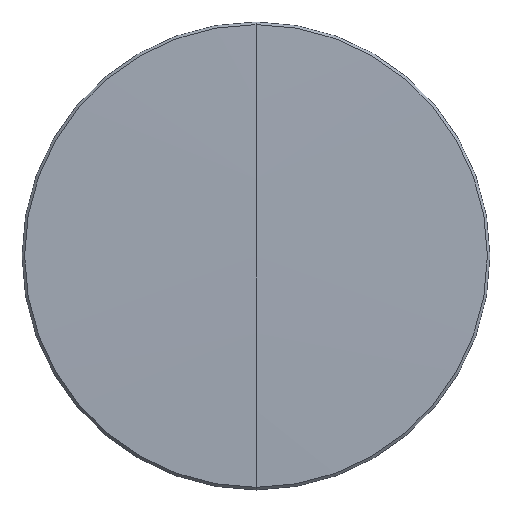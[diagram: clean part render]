
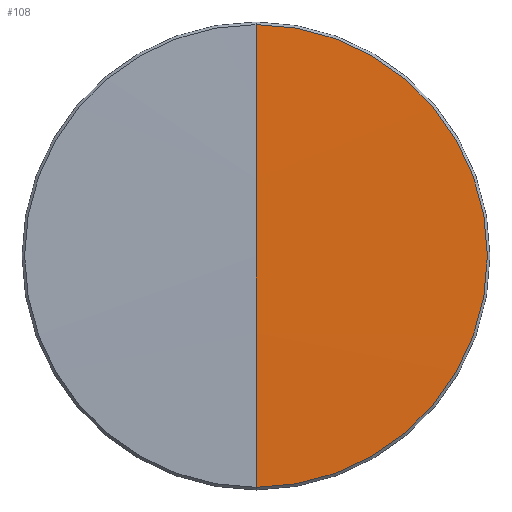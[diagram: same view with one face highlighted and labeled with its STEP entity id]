
A CAD part, top view. The second image highlights one B-rep face of the part: STEP entity #108.
In plain terms, the highlighted spherical face has radius 515.08 mm.
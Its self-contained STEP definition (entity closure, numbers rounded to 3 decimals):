
#6 = DIRECTION ( 'NONE',  ( 0., 1., 0. ) ) ;
#17 = VERTEX_POINT ( 'NONE', #173 ) ;
#63 = ORIENTED_EDGE ( 'NONE', *, *, #73, .F. ) ;
#67 = EDGE_CURVE ( 'NONE', #83, #82, #305, .T. ) ;
#71 = ORIENTED_EDGE ( 'NONE', *, *, #67, .F. ) ;
#72 = EDGE_CURVE ( 'NONE', #17, #82, #298, .T. ) ;
#73 = EDGE_CURVE ( 'NONE', #17, #83, #243, .T. ) ;
#82 = VERTEX_POINT ( 'NONE', #348 ) ;
#83 = VERTEX_POINT ( 'NONE', #347 ) ;
#94 = EDGE_LOOP ( 'NONE', ( #63, #116, #71 ) ) ;
#108 = ADVANCED_FACE ( 'NONE', ( #343 ), #344, .T. ) ;
#116 = ORIENTED_EDGE ( 'NONE', *, *, #72, .T. ) ;
#173 = CARTESIAN_POINT ( 'NONE',  ( -34.374, 19.587, 5.907 ) ) ;
#241 = AXIS2_PLACEMENT_3D ( 'NONE', #246, #245, #244 ) ;
#243 = CIRCLE ( 'NONE', #241, 515.08 ) ;
#244 = DIRECTION ( 'NONE',  ( 0., 0., 1. ) ) ;
#245 = DIRECTION ( 'NONE',  ( -1., 0., 0. ) ) ;
#246 = CARTESIAN_POINT ( 'NONE',  ( -34.374, 19.587, -509.173 ) ) ;
#251 = DIRECTION ( 'NONE',  ( 0., 0., -1. ) ) ;
#282 = CARTESIAN_POINT ( 'NONE',  ( -34.374, 19.587, 5.754 ) ) ;
#285 = AXIS2_PLACEMENT_3D ( 'NONE', #282, #251, #299 ) ;
#294 = DIRECTION ( 'NONE',  ( 0., 1., 0. ) ) ;
#295 = DIRECTION ( 'NONE',  ( 1., 0., 0. ) ) ;
#296 = CARTESIAN_POINT ( 'NONE',  ( -34.374, 19.587, -509.173 ) ) ;
#297 = AXIS2_PLACEMENT_3D ( 'NONE', #296, #295, #294 ) ;
#298 = CIRCLE ( 'NONE', #297, 515.08 ) ;
#299 = DIRECTION ( 'NONE',  ( 0., 1., 0. ) ) ;
#305 = CIRCLE ( 'NONE', #285, 12.559 ) ;
#338 = DIRECTION ( 'NONE',  ( 1., 0., 0. ) ) ;
#339 = CARTESIAN_POINT ( 'NONE',  ( -34.374, 19.587, -509.173 ) ) ;
#341 = AXIS2_PLACEMENT_3D ( 'NONE', #339, #338, #6 ) ;
#343 = FACE_OUTER_BOUND ( 'NONE', #94, .T. ) ;
#344 = SPHERICAL_SURFACE ( 'NONE', #341, 515.08 ) ;
#347 = CARTESIAN_POINT ( 'NONE',  ( -34.374, 32.145, 5.754 ) ) ;
#348 = CARTESIAN_POINT ( 'NONE',  ( -34.374, 7.028, 5.754 ) ) ;
